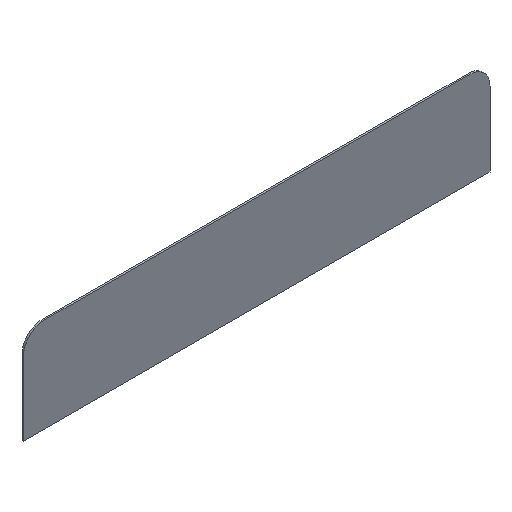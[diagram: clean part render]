
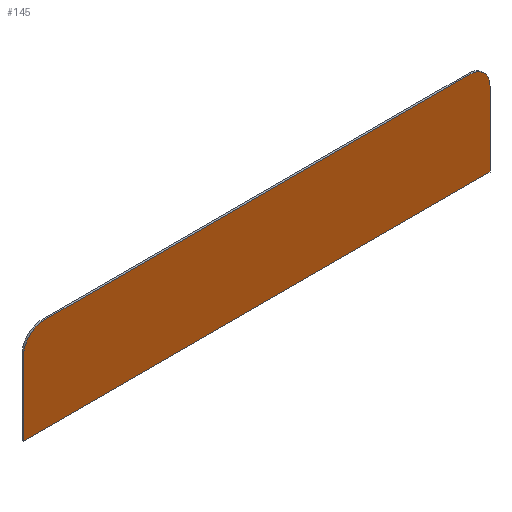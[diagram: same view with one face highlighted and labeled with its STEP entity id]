
A CAD part, isometric view. The second image highlights one B-rep face of the part: STEP entity #145.
In plain terms, the highlighted planar face has unit normal (0, -1, 0).
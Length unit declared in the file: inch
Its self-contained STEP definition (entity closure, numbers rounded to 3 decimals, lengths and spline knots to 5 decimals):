
#16=FACE_OUTER_BOUND('',#24,.T.);
#24=EDGE_LOOP('',(#94,#95,#96,#97,#98,#99));
#32=LINE('',#219,#46);
#33=LINE('',#221,#47);
#34=LINE('',#223,#48);
#35=LINE('',#226,#49);
#46=VECTOR('',#179,11.);
#47=VECTOR('',#180,69.);
#48=VECTOR('',#181,11.);
#49=VECTOR('',#184,63.);
#60=CIRCLE('',#162,3.);
#61=CIRCLE('',#163,3.);
#64=VERTEX_POINT('',#215);
#65=VERTEX_POINT('',#216);
#66=VERTEX_POINT('',#218);
#67=VERTEX_POINT('',#220);
#68=VERTEX_POINT('',#222);
#69=VERTEX_POINT('',#224);
#76=EDGE_CURVE('',#64,#65,#60,.T.);
#77=EDGE_CURVE('',#64,#66,#32,.T.);
#78=EDGE_CURVE('',#66,#67,#33,.T.);
#79=EDGE_CURVE('',#67,#68,#34,.T.);
#80=EDGE_CURVE('',#69,#68,#61,.T.);
#81=EDGE_CURVE('',#69,#65,#35,.T.);
#94=ORIENTED_EDGE('',*,*,#76,.F.);
#95=ORIENTED_EDGE('',*,*,#77,.T.);
#96=ORIENTED_EDGE('',*,*,#78,.T.);
#97=ORIENTED_EDGE('',*,*,#79,.T.);
#98=ORIENTED_EDGE('',*,*,#80,.F.);
#99=ORIENTED_EDGE('',*,*,#81,.T.);
#130=PLANE('',#161);
#145=ADVANCED_FACE('',(#16),#130,.F.);
#161=AXIS2_PLACEMENT_3D('',#214,#175,#176);
#162=AXIS2_PLACEMENT_3D('',#217,#177,#178);
#163=AXIS2_PLACEMENT_3D('',#225,#182,#183);
#175=DIRECTION('center_axis',(0.,1.,0.));
#176=DIRECTION('ref_axis',(1.,0.,0.));
#177=DIRECTION('center_axis',(0.,1.,0.));
#178=DIRECTION('ref_axis',(-1.,0.,0.));
#179=DIRECTION('',(0.,0.,-1.));
#180=DIRECTION('',(1.,0.,0.));
#181=DIRECTION('',(0.,0.,1.));
#182=DIRECTION('center_axis',(0.,1.,0.));
#183=DIRECTION('ref_axis',(0.,0.,1.));
#184=DIRECTION('',(-1.,0.,0.));
#214=CARTESIAN_POINT('Origin',(0.,0.,0.));
#215=CARTESIAN_POINT('',(-39.5,0.,4.));
#216=CARTESIAN_POINT('',(-36.5,0.,7.));
#217=CARTESIAN_POINT('Origin',(-36.5,0.,4.));
#218=CARTESIAN_POINT('',(-39.5,0.,-7.));
#219=CARTESIAN_POINT('',(-39.5,0.,4.));
#220=CARTESIAN_POINT('',(29.5,0.,-7.));
#221=CARTESIAN_POINT('',(-39.5,0.,-7.));
#222=CARTESIAN_POINT('',(29.5,0.,4.));
#223=CARTESIAN_POINT('',(29.5,0.,-7.));
#224=CARTESIAN_POINT('',(26.5,0.,7.));
#225=CARTESIAN_POINT('Origin',(26.5,0.,4.));
#226=CARTESIAN_POINT('',(26.5,0.,7.));
